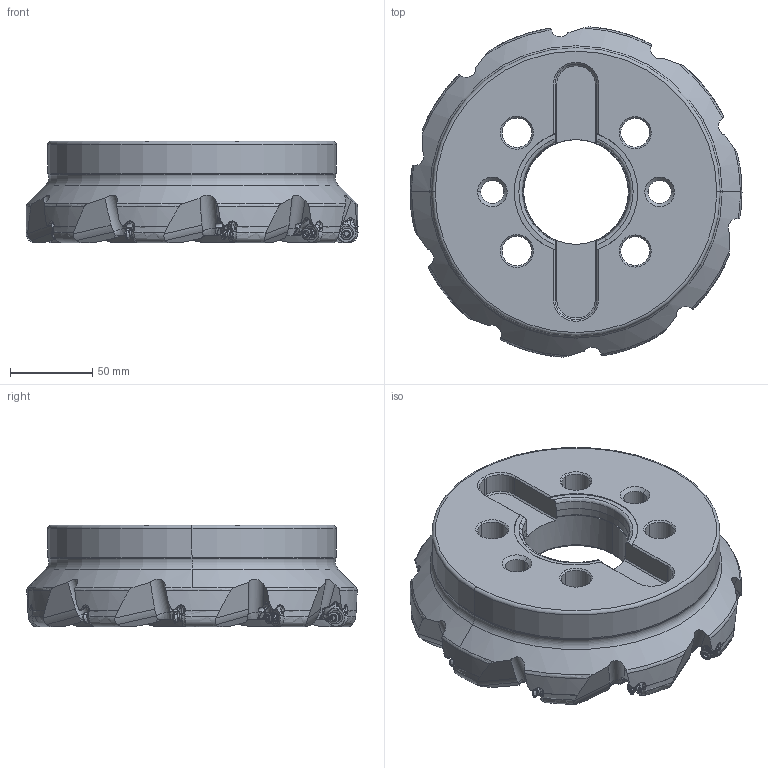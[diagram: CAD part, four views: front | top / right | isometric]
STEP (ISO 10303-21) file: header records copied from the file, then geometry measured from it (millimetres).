
FILE_DESCRIPTION(/* description */ (''),/* implementation_level */ '2;1');
FILE_NAME(/* name */ 'WWX400UR8_0010MN.stp',/* time_stamp */ '2020-04-21T17:33:58+09:00',/* author */ (''),/* organization */ (''),/* preprocessor_version */ 'ST-DEVELOPER v16',/* originating_system */ 'SIEMENS PLM Software NX 10.0',/* authorisation */ '');
FILE_SCHEMA (('AUTOMOTIVE_DESIGN { 1 0 10303 214 3 1 1 1 }'));
Length unit declared in the file: millimetre
Products named in the file (1): WWX400UR8_0010MN_ASM
Bounding box: 201.6 x 200.56 x 61.71 mm (x, y, z)
Volume: 1000251.8 mm3; surface area: 117806.1 mm2
Topology: 11 solids, 11 shells, 1257 faces, 3616 edges, 2315 vertices
Faces by surface type: cylinder 440, plane 267, bspline 160, sphere 140, cone 126, torus 84, extrusion 40
Entity records: 98653 total; most frequent: CARTESIAN_POINT 68021, ORIENTED_EDGE 7032, DIRECTION 5577, EDGE_CURVE 3516, AXIS2_PLACEMENT_3D 2373, VERTEX_POINT 2302, B_SPLINE_CURVE_WITH_KNOTS 1497, EDGE_LOOP 1292
